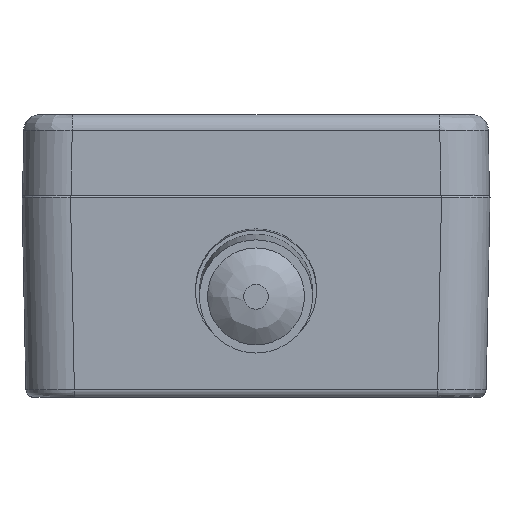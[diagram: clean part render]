
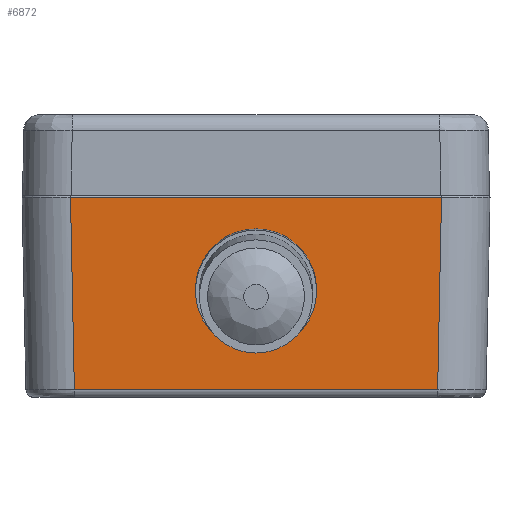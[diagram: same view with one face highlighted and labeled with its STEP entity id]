
A CAD part, front view. The second image highlights one B-rep face of the part: STEP entity #6872.
In plain terms, the highlighted planar face has unit normal (0, -1, -0.02).
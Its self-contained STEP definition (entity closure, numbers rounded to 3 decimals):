
#347=FACE_BOUND('',#2415,.T.);
#558=LINE('',#11406,#1052);
#588=LINE('',#11724,#1082);
#598=LINE('',#12028,#1092);
#803=LINE('',#14012,#1297);
#1052=VECTOR('',#8729,44.937);
#1082=VECTOR('',#8925,45.892);
#1092=VECTOR('',#8967,23.795);
#1297=VECTOR('',#9704,23.795);
#1578=PLANE('',#7696);
#1954=FACE_OUTER_BOUND('',#2414,.T.);
#2414=EDGE_LOOP('',(#6237,#6238,#6239,#6240));
#2415=EDGE_LOOP('',(#6241));
#2653=CIRCLE('',#7318,4.);
#3147=VERTEX_POINT('',#11302);
#3156=VERTEX_POINT('',#11387);
#3160=VERTEX_POINT('',#11404);
#3219=VERTEX_POINT('',#11711);
#3223=VERTEX_POINT('',#11722);
#3915=EDGE_CURVE('',#3147,#3147,#2653,.T.);
#3932=EDGE_CURVE('',#3160,#3156,#558,.T.);
#4019=EDGE_CURVE('',#3223,#3219,#588,.T.);
#4039=EDGE_CURVE('',#3219,#3160,#598,.T.);
#4384=EDGE_CURVE('',#3156,#3223,#803,.T.);
#6237=ORIENTED_EDGE('',*,*,#4019,.F.);
#6238=ORIENTED_EDGE('',*,*,#4384,.F.);
#6239=ORIENTED_EDGE('',*,*,#3932,.F.);
#6240=ORIENTED_EDGE('',*,*,#4039,.F.);
#6241=ORIENTED_EDGE('',*,*,#3915,.T.);
#6872=ADVANCED_FACE('',(#1954,#347),#1578,.T.);
#7318=AXIS2_PLACEMENT_3D('',#11303,#8698,#8699);
#7696=AXIS2_PLACEMENT_3D('',#14013,#9705,#9706);
#8698=DIRECTION('center_axis',(0.,1.,0.02));
#8699=DIRECTION('ref_axis',(1.,0.,0.));
#8729=DIRECTION('',(-1.,0.,0.));
#8925=DIRECTION('',(1.,0.,0.));
#8967=DIRECTION('',(-0.02,0.02,-1.));
#9704=DIRECTION('',(-0.02,-0.02,1.));
#9705=DIRECTION('center_axis',(0.,-1.,-0.02));
#9706=DIRECTION('ref_axis',(0.,0.02,-1.));
#11302=CARTESIAN_POINT('',(-4.,-31.716,-11.639));
#11303=CARTESIAN_POINT('Origin',(0.,-31.716,-11.639));
#11387=CARTESIAN_POINT('',(-22.469,-31.467,-24.04));
#11404=CARTESIAN_POINT('',(22.469,-31.467,-24.04));
#11406=CARTESIAN_POINT('',(22.469,-31.467,-24.04));
#11711=CARTESIAN_POINT('',(22.946,-31.945,-0.255));
#11722=CARTESIAN_POINT('',(-22.946,-31.945,-0.255));
#11724=CARTESIAN_POINT('',(-22.946,-31.945,-0.255));
#12028=CARTESIAN_POINT('',(22.946,-31.945,-0.255));
#14012=CARTESIAN_POINT('',(-22.469,-31.467,-24.04));
#14013=CARTESIAN_POINT('Origin',(-28.95,-31.95,0.));
